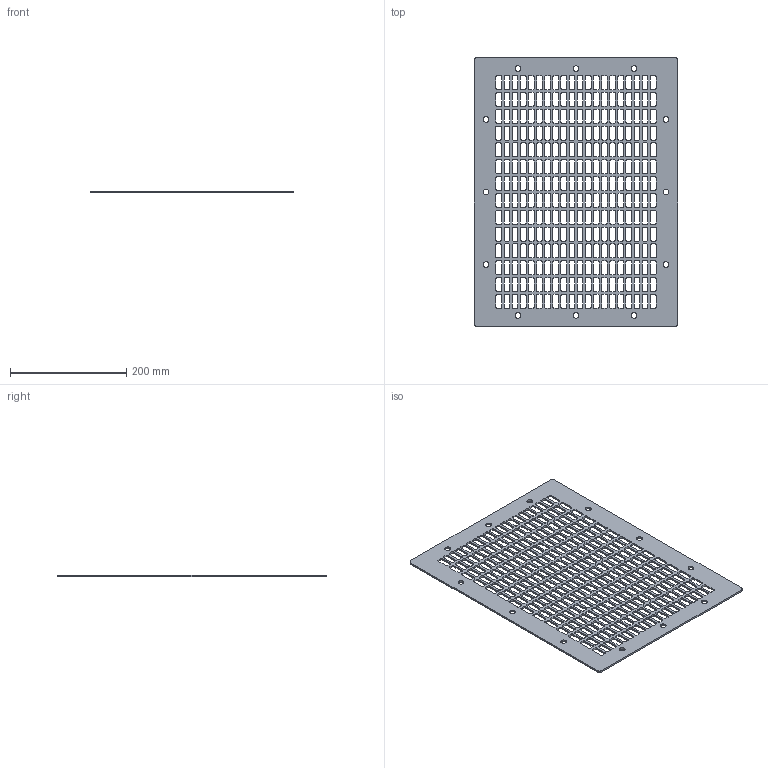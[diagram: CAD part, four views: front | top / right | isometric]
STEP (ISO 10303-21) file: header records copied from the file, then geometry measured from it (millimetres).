
FILE_DESCRIPTION (( 'STEP AP203' ), '1' );
FILE_NAME ('5RE7530_Outlet Guard AL 400.STEP', '2022-03-02T15:13:25', ( '' ), ( '' ), 'SwSTEP 2.0', 'SolidWorks 2018', '' );
FILE_SCHEMA (( 'CONFIG_CONTROL_DESIGN' ));
Products named in the file (1): 5RE7530_Outlet Guard AL 400
Bounding box: 350 x 465 x 3 mm (x, y, z)
Volume: 286642.4 mm3; surface area: 251325.9 mm2
Topology: 1 solids, 1 shells, 2274 faces, 6816 edges, 4544 vertices
Faces by surface type: cylinder 1148, plane 1126
Entity records: 78541 total; most frequent: DIRECTION 13662, CARTESIAN_POINT 13635, ORIENTED_EDGE 13632, EDGE_CURVE 6816, AXIS2_PLACEMENT_3D 4571, VERTEX_POINT 4544, VECTOR 4520, LINE 4520
